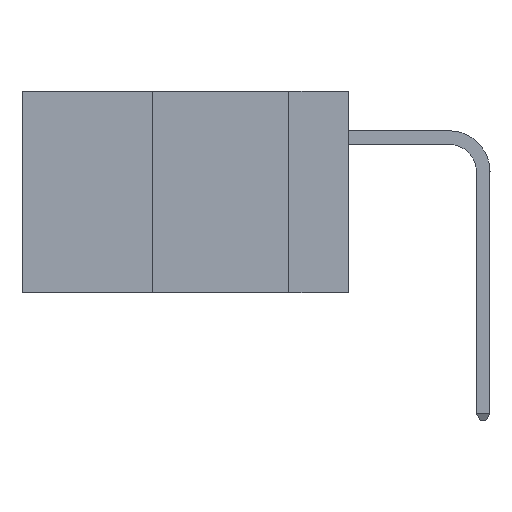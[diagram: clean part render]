
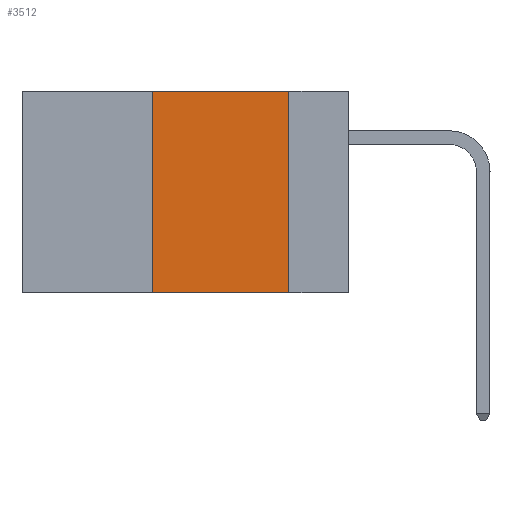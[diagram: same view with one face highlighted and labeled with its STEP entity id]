
A CAD part, left-side view. The second image highlights one B-rep face of the part: STEP entity #3512.
In plain terms, the highlighted planar face has unit normal (-1, 0, 0).
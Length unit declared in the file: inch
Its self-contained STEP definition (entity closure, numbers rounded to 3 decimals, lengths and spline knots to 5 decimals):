
#421 = CARTESIAN_POINT ( 'NONE',  ( 0., 0.6, 0. ) ) ;
#1486 = VECTOR ( 'NONE', #3631, 39.37008 ) ;
#1556 = CARTESIAN_POINT ( 'NONE',  ( 0., 0.36, -0.37 ) ) ;
#2798 = EDGE_CURVE ( 'NONE', #6587, #6799, #2956, .T. ) ;
#2956 = LINE ( 'NONE', #4995, #11396 ) ;
#3071 = ORIENTED_EDGE ( 'NONE', *, *, #3468, .T. ) ;
#3343 = EDGE_CURVE ( 'NONE', #11565, #3918, #10921, .T. ) ;
#3403 = EDGE_CURVE ( 'NONE', #3918, #6587, #5244, .T. ) ;
#3468 = EDGE_CURVE ( 'NONE', #11565, #6799, #15676, .T. ) ;
#3512 = ADVANCED_FACE ( 'NONE', ( #18219 ), #16325, .F. ) ;
#3631 = DIRECTION ( 'NONE',  ( 0., -1., 0. ) ) ;
#3918 = VERTEX_POINT ( 'NONE', #15927 ) ;
#4102 = ORIENTED_EDGE ( 'NONE', *, *, #3403, .F. ) ;
#4995 = CARTESIAN_POINT ( 'NONE',  ( 0., 0.11, 0. ) ) ;
#5244 = LINE ( 'NONE', #421, #1486 ) ;
#5856 = ORIENTED_EDGE ( 'NONE', *, *, #3343, .F. ) ;
#6587 = VERTEX_POINT ( 'NONE', #19507 ) ;
#6799 = VERTEX_POINT ( 'NONE', #17055 ) ;
#6961 = DIRECTION ( 'NONE',  ( 0., -1., 0. ) ) ;
#7095 = DIRECTION ( 'NONE',  ( 1., 0., 0. ) ) ;
#10921 = LINE ( 'NONE', #14389, #17989 ) ;
#11396 = VECTOR ( 'NONE', #15836, 39.37008 ) ;
#11565 = VERTEX_POINT ( 'NONE', #1556 ) ;
#14389 = CARTESIAN_POINT ( 'NONE',  ( 0., 0.36, 0. ) ) ;
#14777 = CARTESIAN_POINT ( 'NONE',  ( 0., 0.6, 0. ) ) ;
#15676 = LINE ( 'NONE', #16191, #19599 ) ;
#15836 = DIRECTION ( 'NONE',  ( 0., 0., -1. ) ) ;
#15852 = EDGE_LOOP ( 'NONE', ( #19468, #4102, #5856, #3071 ) ) ;
#15884 = DIRECTION ( 'NONE',  ( 0., 0., 1. ) ) ;
#15927 = CARTESIAN_POINT ( 'NONE',  ( 0., 0.36, 0. ) ) ;
#16191 = CARTESIAN_POINT ( 'NONE',  ( 0., 0.6, -0.37 ) ) ;
#16325 = PLANE ( 'NONE',  #17532 ) ;
#17055 = CARTESIAN_POINT ( 'NONE',  ( 0., 0.11, -0.37 ) ) ;
#17532 = AXIS2_PLACEMENT_3D ( 'NONE', #14777, #7095, #17821 ) ;
#17821 = DIRECTION ( 'NONE',  ( 0., 0., -1. ) ) ;
#17989 = VECTOR ( 'NONE', #15884, 39.37008 ) ;
#18219 = FACE_OUTER_BOUND ( 'NONE', #15852, .T. ) ;
#19468 = ORIENTED_EDGE ( 'NONE', *, *, #2798, .F. ) ;
#19507 = CARTESIAN_POINT ( 'NONE',  ( 0., 0.11, 0. ) ) ;
#19599 = VECTOR ( 'NONE', #6961, 39.37008 ) ;
